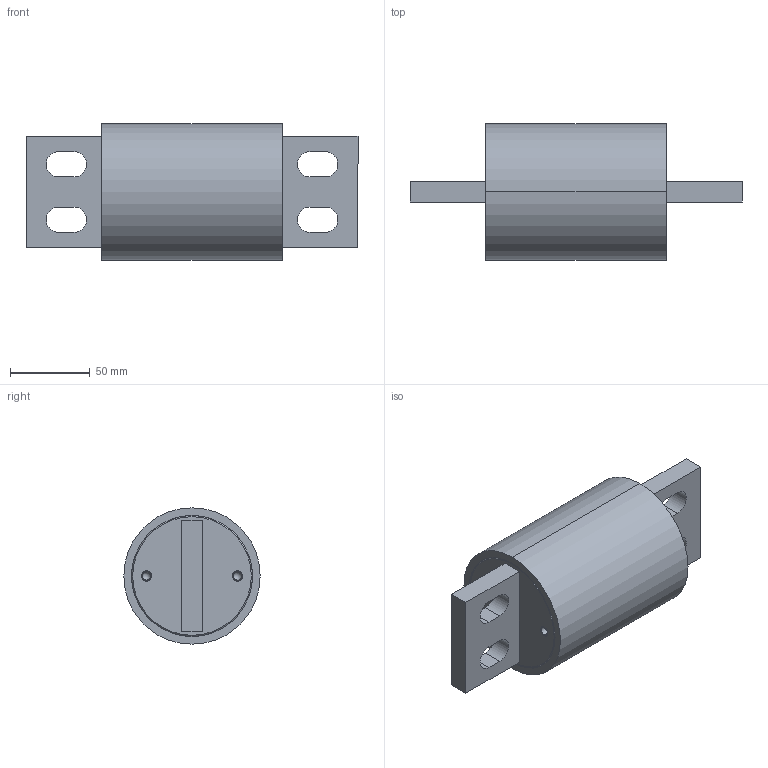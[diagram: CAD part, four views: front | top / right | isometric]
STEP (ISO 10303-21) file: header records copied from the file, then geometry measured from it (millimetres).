
FILE_DESCRIPTION (( 'STEP AP214' ), '1' );
FILE_NAME ('16347revb.STEP', '2014-07-03T13:57:12', ( '' ), ( '' ), 'SwSTEP 2.0', 'SolidWorks 2013', '' );
FILE_SCHEMA (( 'AUTOMOTIVE_DESIGN' ));
Length unit declared in the file: inch
Products named in the file (1): 16347revb
Bounding box: 208.76 x 85.72 x 85.72 mm (x, y, z)
Volume: 414467.4 mm3; surface area: 118488.8 mm2
Topology: 9 solids, 9 shells, 282 faces, 804 edges, 516 vertices
Faces by surface type: plane 146, cone 72, cylinder 56, sphere 8
Entity records: 12826 total; most frequent: CARTESIAN_POINT 1851, ORIENTED_EDGE 1512, DIRECTION 1506, EDGE_CURVE 756, AXIS2_PLACEMENT_3D 571, VERTEX_POINT 500, VECTOR 364, LINE 364
